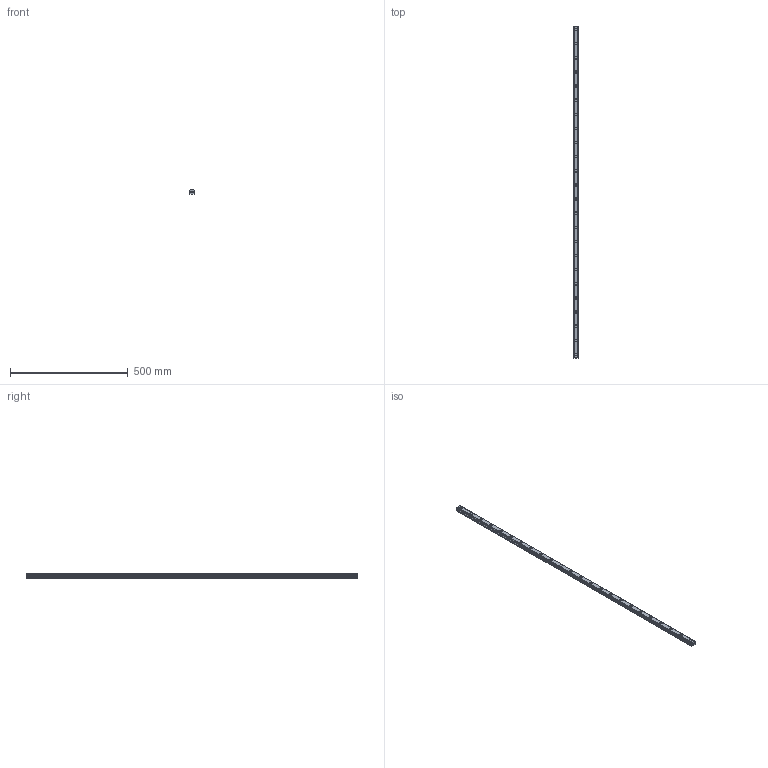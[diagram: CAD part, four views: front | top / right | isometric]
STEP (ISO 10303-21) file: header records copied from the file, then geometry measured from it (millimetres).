
FILE_DESCRIPTION(('STEP AP214'),'1');
FILE_NAME('cctmp_918CE3CA-EF12-433D-9ED5-E9EAF40215DD_2021_02_09_15_04_26_0715..stp','2021-02-09T14:04:26',('HIWIN GmbH'),('CADClick - www.CADClick.com'),'Spatial InterOp 3D',' ','unknown authorization');
FILE_SCHEMA(('AUTOMOTIVE_DESIGN'));
Length unit declared in the file: millimetre
Products named in the file (1): EGR25R1410C_FILE
Bounding box: 23 x 1410 x 18 mm (x, y, z)
Volume: 484404.9 mm3; surface area: 131693.3 mm2
Topology: 1 solids, 1 shells, 393 faces, 1017 edges, 678 vertices
Faces by surface type: plane 229, cylinder 164
Entity records: 15419 total; most frequent: DIRECTION 2325, CARTESIAN_POINT 2089, ORIENTED_EDGE 2034, EDGE_CURVE 1017, AXIS2_PLACEMENT_3D 914, VERTEX_POINT 678, LINE 497, VECTOR 497
